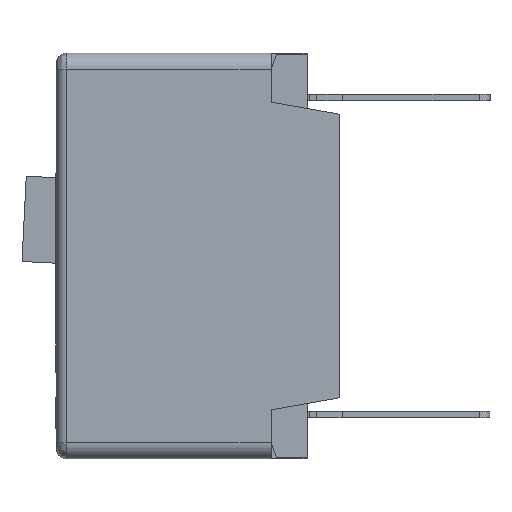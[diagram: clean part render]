
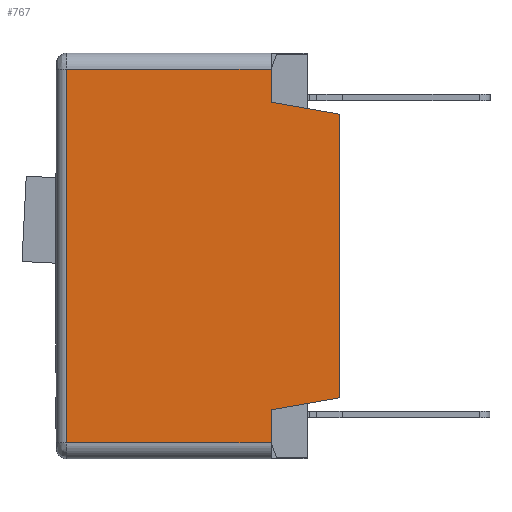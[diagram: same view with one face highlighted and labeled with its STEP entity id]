
A CAD part, left-side view. The second image highlights one B-rep face of the part: STEP entity #767.
In plain terms, the highlighted planar face has unit normal (-1, 0, 0).
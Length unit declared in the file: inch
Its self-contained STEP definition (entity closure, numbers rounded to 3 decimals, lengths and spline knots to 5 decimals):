
#767 = ADVANCED_FACE( '', ( #1969 ), #1970, .T. );
#1969 = FACE_OUTER_BOUND( '', #3681, .T. );
#1970 = PLANE( '', #3682 );
#3681 = EDGE_LOOP( '', ( #8442, #8443, #8444, #8445, #8446, #8447, #8448, #8449 ) );
#3682 = AXIS2_PLACEMENT_3D( '', #8450, #8451, #8452 );
#8442 = ORIENTED_EDGE( '', *, *, #11014, .T. );
#8443 = ORIENTED_EDGE( '', *, *, #11554, .T. );
#8444 = ORIENTED_EDGE( '', *, *, #10726, .T. );
#8445 = ORIENTED_EDGE( '', *, *, #12009, .T. );
#8446 = ORIENTED_EDGE( '', *, *, #11975, .T. );
#8447 = ORIENTED_EDGE( '', *, *, #12150, .F. );
#8448 = ORIENTED_EDGE( '', *, *, #11597, .F. );
#8449 = ORIENTED_EDGE( '', *, *, #10946, .F. );
#8450 = CARTESIAN_POINT( '', ( -0.18996, -0.03016, -0.18996 ) );
#8451 = DIRECTION( '', ( -1., 0., 0. ) );
#8452 = DIRECTION( '', ( 0., 0., 1. ) );
#10726 = EDGE_CURVE( '', #12843, #12844, #12845, .T. );
#10946 = EDGE_CURVE( '', #13274, #13276, #13277, .T. );
#11014 = EDGE_CURVE( '', #13274, #13404, #13406, .T. );
#11554 = EDGE_CURVE( '', #13404, #12843, #14357, .T. );
#11597 = EDGE_CURVE( '', #13276, #14425, #14426, .T. );
#11975 = EDGE_CURVE( '', #15011, #15009, #15012, .T. );
#12009 = EDGE_CURVE( '', #12844, #15011, #15059, .T. );
#12150 = EDGE_CURVE( '', #14425, #15009, #15257, .T. );
#12843 = VERTEX_POINT( '', #16425 );
#12844 = VERTEX_POINT( '', #16426 );
#12845 = LINE( '', #16427, #16428 );
#13274 = VERTEX_POINT( '', #17106 );
#13276 = VERTEX_POINT( '', #17108 );
#13277 = LINE( '', #17109, #17110 );
#13404 = VERTEX_POINT( '', #17300 );
#13406 = LINE( '', #17302, #17303 );
#14357 = LINE( '', #18948, #18949 );
#14425 = VERTEX_POINT( '', #19059 );
#14426 = LINE( '', #19060, #19061 );
#15009 = VERTEX_POINT( '', #20084 );
#15011 = VERTEX_POINT( '', #20087 );
#15012 = LINE( '', #20088, #20089 );
#15059 = LINE( '', #20169, #20170 );
#15257 = LINE( '', #20537, #20538 );
#16425 = CARTESIAN_POINT( '', ( -0.18996, 0.03384, -0.144 ) );
#16426 = CARTESIAN_POINT( '', ( -0.18996, -0.03016, -0.13272 ) );
#16427 = CARTESIAN_POINT( '', ( -0.18996, 0.03384, -0.144 ) );
#16428 = VECTOR( '', #21929, 39.37008 );
#17106 = CARTESIAN_POINT( '', ( -0.18996, 0.225, -0.175 ) );
#17108 = CARTESIAN_POINT( '', ( -0.18996, 0.225, 0.175 ) );
#17109 = CARTESIAN_POINT( '', ( -0.18996, 0.225, -0.175 ) );
#17110 = VECTOR( '', #22149, 39.37008 );
#17300 = CARTESIAN_POINT( '', ( -0.18996, 0.03384, -0.175 ) );
#17302 = CARTESIAN_POINT( '', ( -0.18996, 0.225, -0.175 ) );
#17303 = VECTOR( '', #22224, 39.37008 );
#18948 = CARTESIAN_POINT( '', ( -0.18996, 0.03384, -0.175 ) );
#18949 = VECTOR( '', #22757, 39.37008 );
#19059 = CARTESIAN_POINT( '', ( -0.18996, 0.03384, 0.175 ) );
#19060 = CARTESIAN_POINT( '', ( -0.18996, 0.225, 0.175 ) );
#19061 = VECTOR( '', #22800, 39.37008 );
#20084 = CARTESIAN_POINT( '', ( -0.18996, 0.03384, 0.144 ) );
#20087 = CARTESIAN_POINT( '', ( -0.18996, -0.03016, 0.13272 ) );
#20088 = CARTESIAN_POINT( '', ( -0.18996, -0.03016, 0.13272 ) );
#20089 = VECTOR( '', #23205, 39.37008 );
#20169 = CARTESIAN_POINT( '', ( -0.18996, -0.03016, -0.13272 ) );
#20170 = VECTOR( '', #23239, 39.37008 );
#20537 = CARTESIAN_POINT( '', ( -0.18996, 0.03384, 0.175 ) );
#20538 = VECTOR( '', #23381, 39.37008 );
#21929 = DIRECTION( '', ( 0., -0.985, 0.174 ) );
#22149 = DIRECTION( '', ( 0., 0., 1. ) );
#22224 = DIRECTION( '', ( 0., -1., 0. ) );
#22757 = DIRECTION( '', ( 0., 0., 1. ) );
#22800 = DIRECTION( '', ( 0., -1., 0. ) );
#23205 = DIRECTION( '', ( 0., 0.985, 0.174 ) );
#23239 = DIRECTION( '', ( 0., 0., 1. ) );
#23381 = DIRECTION( '', ( 0., 0., -1. ) );
